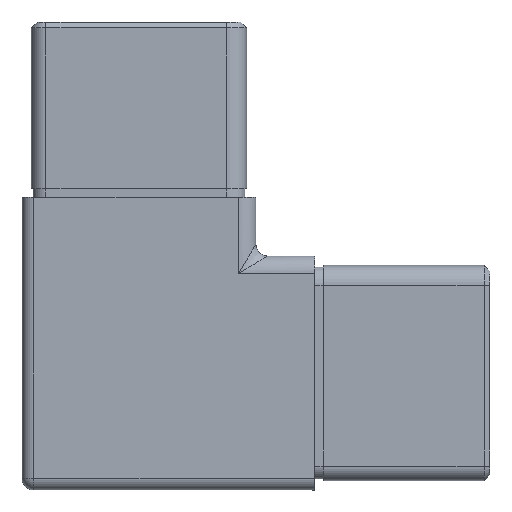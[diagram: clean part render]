
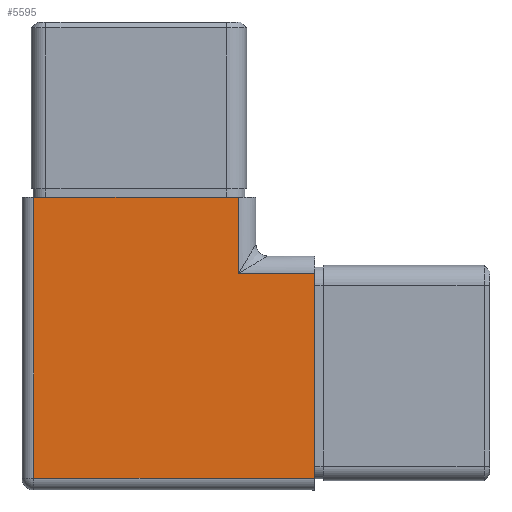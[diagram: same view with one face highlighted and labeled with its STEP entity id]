
A CAD part, left-side view. The second image highlights one B-rep face of the part: STEP entity #5595.
In plain terms, the highlighted planar face has unit normal (-1, 0, 0).
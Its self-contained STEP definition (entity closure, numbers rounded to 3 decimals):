
#174 = VECTOR ( 'NONE', #1403, 1000. ) ;
#383 = CARTESIAN_POINT ( 'NONE',  ( -20., 20., -48. ) ) ;
#412 = DIRECTION ( 'NONE',  ( 0., 0., -1. ) ) ;
#450 = PLANE ( 'NONE',  #1760 ) ;
#626 = VERTEX_POINT ( 'NONE', #2659 ) ;
#862 = VECTOR ( 'NONE', #2903, 1000. ) ;
#955 = DIRECTION ( 'NONE',  ( 0., -1., 0. ) ) ;
#1053 = CARTESIAN_POINT ( 'NONE',  ( -20., 20., -13. ) ) ;
#1093 = EDGE_CURVE ( 'NONE', #626, #3153, #4295, .T. ) ;
#1403 = DIRECTION ( 'NONE',  ( 0., -1., 0. ) ) ;
#1582 = LINE ( 'NONE', #1053, #5727 ) ;
#1760 = AXIS2_PLACEMENT_3D ( 'NONE', #5225, #3681, #412 ) ;
#1898 = EDGE_CURVE ( 'NONE', #6932, #5698, #1582, .T. ) ;
#1952 = LINE ( 'NONE', #2475, #862 ) ;
#2190 = EDGE_CURVE ( 'NONE', #5698, #6666, #3999, .T. ) ;
#2195 = ORIENTED_EDGE ( 'NONE', *, *, #4519, .T. ) ;
#2259 = ORIENTED_EDGE ( 'NONE', *, *, #5350, .T. ) ;
#2475 = CARTESIAN_POINT ( 'NONE',  ( -20., -17., -50. ) ) ;
#2659 = CARTESIAN_POINT ( 'NONE',  ( -20., 18., -48. ) ) ;
#2903 = DIRECTION ( 'NONE',  ( 0., 0., 1. ) ) ;
#2904 = EDGE_LOOP ( 'NONE', ( #5273, #2259, #3753, #4302, #5872, #2195 ) ) ;
#3109 = DIRECTION ( 'NONE',  ( 0., 0., 1. ) ) ;
#3153 = VERTEX_POINT ( 'NONE', #5833 ) ;
#3256 = CARTESIAN_POINT ( 'NONE',  ( -20., -30., -13. ) ) ;
#3545 = LINE ( 'NONE', #383, #174 ) ;
#3610 = FACE_OUTER_BOUND ( 'NONE', #2904, .T. ) ;
#3681 = DIRECTION ( 'NONE',  ( 1., 0., 0. ) ) ;
#3753 = ORIENTED_EDGE ( 'NONE', *, *, #2190, .F. ) ;
#3823 = VECTOR ( 'NONE', #6187, 1000. ) ;
#3999 = LINE ( 'NONE', #5515, #3823 ) ;
#4196 = CARTESIAN_POINT ( 'NONE',  ( -20., 18., -50. ) ) ;
#4295 = LINE ( 'NONE', #4196, #4980 ) ;
#4302 = ORIENTED_EDGE ( 'NONE', *, *, #1898, .F. ) ;
#4519 = EDGE_CURVE ( 'NONE', #5224, #3153, #4756, .T. ) ;
#4619 = CARTESIAN_POINT ( 'NONE',  ( -20., -30., -48. ) ) ;
#4756 = LINE ( 'NONE', #4853, #6408 ) ;
#4853 = CARTESIAN_POINT ( 'NONE',  ( -20., -17., 0. ) ) ;
#4980 = VECTOR ( 'NONE', #3109, 1000. ) ;
#5211 = EDGE_CURVE ( 'NONE', #6932, #5224, #1952, .T. ) ;
#5224 = VERTEX_POINT ( 'NONE', #5571 ) ;
#5225 = CARTESIAN_POINT ( 'NONE',  ( -20., -17., -50. ) ) ;
#5273 = ORIENTED_EDGE ( 'NONE', *, *, #1093, .F. ) ;
#5350 = EDGE_CURVE ( 'NONE', #626, #6666, #3545, .T. ) ;
#5423 = CARTESIAN_POINT ( 'NONE',  ( -20., -17., -13. ) ) ;
#5515 = CARTESIAN_POINT ( 'NONE',  ( -20., -30., -13. ) ) ;
#5571 = CARTESIAN_POINT ( 'NONE',  ( -20., -17., 0. ) ) ;
#5595 = ADVANCED_FACE ( 'NONE', ( #3610 ), #450, .F. ) ;
#5698 = VERTEX_POINT ( 'NONE', #3256 ) ;
#5727 = VECTOR ( 'NONE', #955, 1000. ) ;
#5810 = DIRECTION ( 'NONE',  ( 0., 1., 0. ) ) ;
#5833 = CARTESIAN_POINT ( 'NONE',  ( -20., 18., 0. ) ) ;
#5872 = ORIENTED_EDGE ( 'NONE', *, *, #5211, .T. ) ;
#6187 = DIRECTION ( 'NONE',  ( 0., 0., -1. ) ) ;
#6408 = VECTOR ( 'NONE', #5810, 1000. ) ;
#6666 = VERTEX_POINT ( 'NONE', #4619 ) ;
#6932 = VERTEX_POINT ( 'NONE', #5423 ) ;
